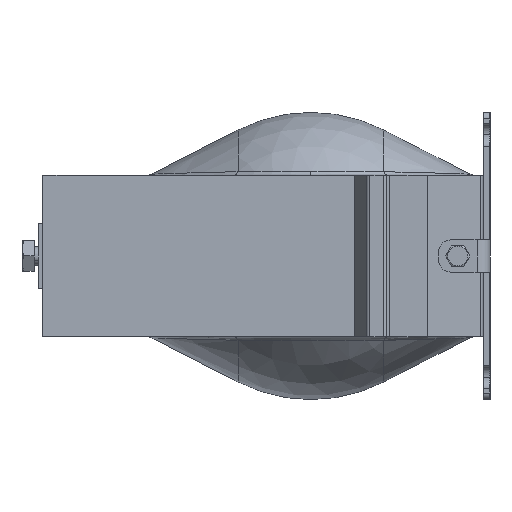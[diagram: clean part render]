
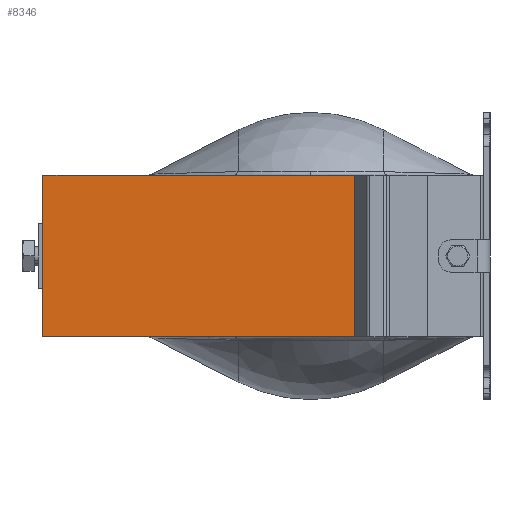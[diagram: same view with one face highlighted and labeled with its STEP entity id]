
A CAD part, left-side view. The second image highlights one B-rep face of the part: STEP entity #8346.
In plain terms, the highlighted planar face has unit normal (-1, 0, 0).
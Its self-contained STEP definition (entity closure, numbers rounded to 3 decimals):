
#687 = CARTESIAN_POINT ( 'NONE',  ( -170., 277., 50. ) ) ;
#1296 = VERTEX_POINT ( 'NONE', #16128 ) ;
#2343 = LINE ( 'NONE', #16035, #15191 ) ;
#2749 = LINE ( 'NONE', #7884, #8918 ) ;
#2796 = DIRECTION ( 'NONE',  ( 0., 1., 0. ) ) ;
#3051 = CARTESIAN_POINT ( 'NONE',  ( -170., 270., -50. ) ) ;
#3664 = CARTESIAN_POINT ( 'NONE',  ( -170., 277., -50. ) ) ;
#3979 = PLANE ( 'NONE',  #13010 ) ;
#5597 = EDGE_CURVE ( 'NONE', #12426, #1296, #22544, .T. ) ;
#5810 = CARTESIAN_POINT ( 'NONE',  ( -170., 84., 50. ) ) ;
#6397 = EDGE_LOOP ( 'NONE', ( #7885, #12662, #10301, #15013 ) ) ;
#6399 = EDGE_CURVE ( 'NONE', #12426, #24616, #19311, .T. ) ;
#7884 = CARTESIAN_POINT ( 'NONE',  ( -170., 270., 50. ) ) ;
#7885 = ORIENTED_EDGE ( 'NONE', *, *, #5597, .T. ) ;
#8346 = ADVANCED_FACE ( 'NONE', ( #21544 ), #3979, .F. ) ;
#8918 = VECTOR ( 'NONE', #23395, 1000. ) ;
#10301 = ORIENTED_EDGE ( 'NONE', *, *, #12189, .F. ) ;
#10860 = DIRECTION ( 'NONE',  ( 0., -1., 0. ) ) ;
#12189 = EDGE_CURVE ( 'NONE', #24616, #22688, #2749, .T. ) ;
#12426 = VERTEX_POINT ( 'NONE', #15885 ) ;
#12662 = ORIENTED_EDGE ( 'NONE', *, *, #15515, .T. ) ;
#13010 = AXIS2_PLACEMENT_3D ( 'NONE', #16583, #20616, #2796 ) ;
#13726 = DIRECTION ( 'NONE',  ( 0., 0., 1. ) ) ;
#15013 = ORIENTED_EDGE ( 'NONE', *, *, #6399, .F. ) ;
#15191 = VECTOR ( 'NONE', #13726, 1000. ) ;
#15515 = EDGE_CURVE ( 'NONE', #1296, #22688, #2343, .T. ) ;
#15885 = CARTESIAN_POINT ( 'NONE',  ( -170., 277., -50. ) ) ;
#16035 = CARTESIAN_POINT ( 'NONE',  ( -170., 84., -82.016 ) ) ;
#16128 = CARTESIAN_POINT ( 'NONE',  ( -170., 84., -50. ) ) ;
#16583 = CARTESIAN_POINT ( 'NONE',  ( -170., 270., 50. ) ) ;
#17408 = VECTOR ( 'NONE', #10860, 1000. ) ;
#19311 = LINE ( 'NONE', #3664, #20512 ) ;
#20512 = VECTOR ( 'NONE', #24752, 1000. ) ;
#20616 = DIRECTION ( 'NONE',  ( 1., 0., 0. ) ) ;
#21544 = FACE_OUTER_BOUND ( 'NONE', #6397, .T. ) ;
#22544 = LINE ( 'NONE', #3051, #17408 ) ;
#22688 = VERTEX_POINT ( 'NONE', #5810 ) ;
#23395 = DIRECTION ( 'NONE',  ( 0., -1., 0. ) ) ;
#24616 = VERTEX_POINT ( 'NONE', #687 ) ;
#24752 = DIRECTION ( 'NONE',  ( 0., 0., 1. ) ) ;
